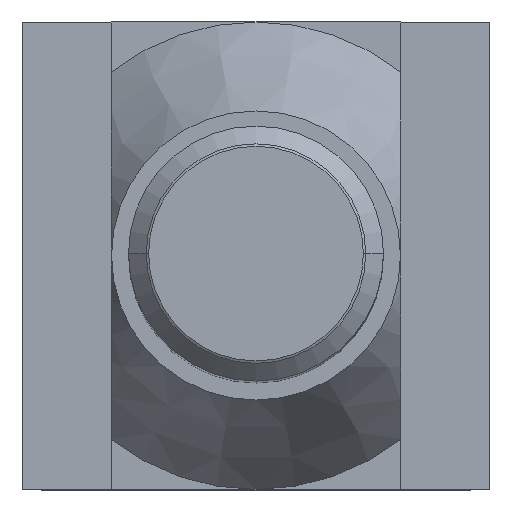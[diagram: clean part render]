
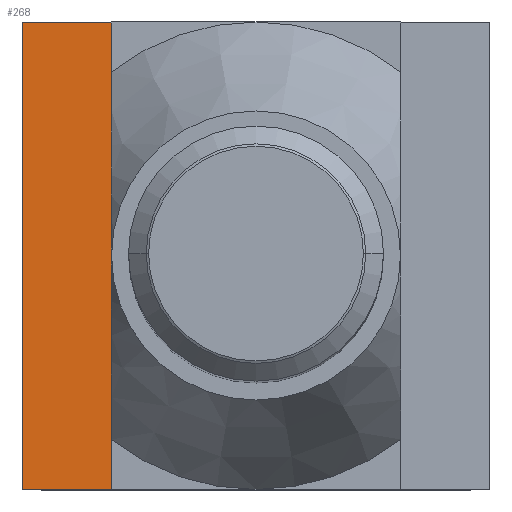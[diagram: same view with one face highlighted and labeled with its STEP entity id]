
A CAD part, top view. The second image highlights one B-rep face of the part: STEP entity #268.
In plain terms, the highlighted planar face has unit normal (0, 0, 1).
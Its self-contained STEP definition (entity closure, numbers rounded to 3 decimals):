
#218=EDGE_CURVE('',#234,#224,#480,.T.);
#224=VERTEX_POINT('',#487);
#226=EDGE_CURVE('',#254,#224,#489,.T.);
#234=VERTEX_POINT('',#497);
#244=EDGE_CURVE('',#286,#254,#507,.T.);
#254=VERTEX_POINT('',#518);
#268=ADVANCED_FACE('',(#533),#534,.T.);
#286=VERTEX_POINT('',#556);
#360=EDGE_CURVE('',#234,#286,#640,.T.);
#480=LINE('',#803,#804);
#487=CARTESIAN_POINT('',(-6.8,-11.0,0.0));
#489=LINE('',#816,#817);
#497=CARTESIAN_POINT('',(-6.8,11.0,0.0));
#507=LINE('',#846,#847);
#518=CARTESIAN_POINT('',(-11.0,-11.0,0.0));
#533=FACE_OUTER_BOUND('',#881,.T.);
#534=PLANE('',#882);
#556=CARTESIAN_POINT('',(-11.0,11.0,0.0));
#640=LINE('',#1025,#1026);
#803=CARTESIAN_POINT('',(-6.8,0.,0.0));
#804=VECTOR('',#1142,1.0);
#816=CARTESIAN_POINT('',(-6.8,-11.0,0.0));
#817=VECTOR('',#1151,1.0);
#846=CARTESIAN_POINT('',(-11.0,0.,0.0));
#847=VECTOR('',#1162,1.0);
#881=EDGE_LOOP('',(#1187,#1188,#1189,#1190));
#882=AXIS2_PLACEMENT_3D('',#1191,#1192,#1193);
#1025=CARTESIAN_POINT('',(-6.8,11.0,0.0));
#1026=VECTOR('',#1339,1.0);
#1142=DIRECTION('',(0.0,-1.0,0.));
#1151=DIRECTION('',(1.0,0.0,0.0));
#1162=DIRECTION('',(0.0,-1.0,0.));
#1187=ORIENTED_EDGE('',*,*,#226,.T.);
#1188=ORIENTED_EDGE('',*,*,#218,.F.);
#1189=ORIENTED_EDGE('',*,*,#360,.T.);
#1190=ORIENTED_EDGE('',*,*,#244,.T.);
#1191=CARTESIAN_POINT('',(-11.0,0.,0.0));
#1192=DIRECTION('',(0.0,0.,1.0));
#1193=DIRECTION('',(0.0,-1.0,0.));
#1339=DIRECTION('',(-1.0,0.0,0.0));
